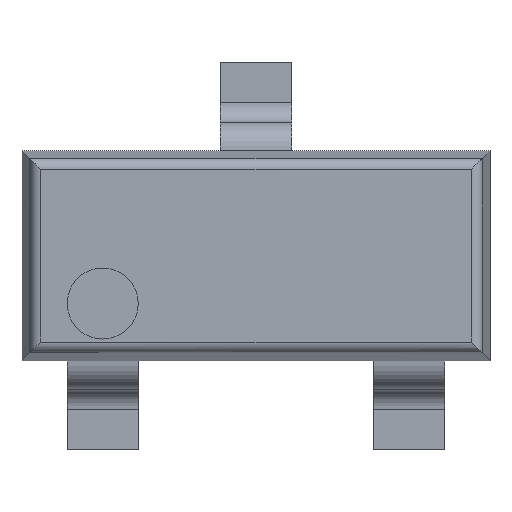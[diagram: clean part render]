
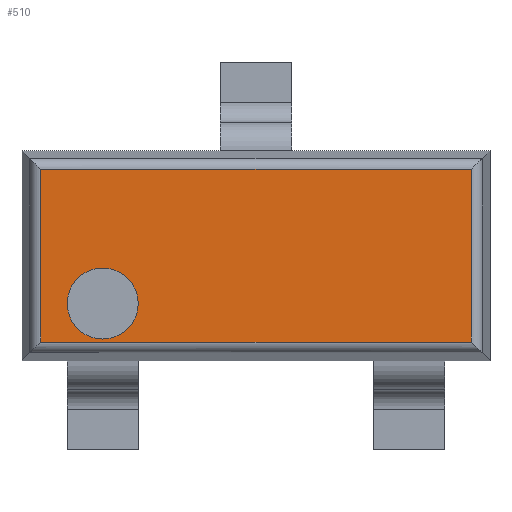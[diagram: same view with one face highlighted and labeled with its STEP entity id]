
A CAD part, top view. The second image highlights one B-rep face of the part: STEP entity #510.
In plain terms, the highlighted planar face has unit normal (0, 0, 1).
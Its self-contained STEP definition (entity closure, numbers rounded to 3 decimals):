
#100 = FACE_BOUND ( 'NONE', #535, .T. ) ;
#116 = DIRECTION ( 'NONE',  ( 0., -1., 0. ) ) ;
#239 = CARTESIAN_POINT ( 'NONE',  ( 1.391, -0.535, 1.1 ) ) ;
#267 = DIRECTION ( 'NONE',  ( 0., -1., 0. ) ) ;
#306 = ORIENTED_EDGE ( 'NONE', *, *, #1345, .F. ) ;
#343 = FACE_OUTER_BOUND ( 'NONE', #2429, .T. ) ;
#505 = EDGE_CURVE ( 'NONE', #854, #1947, #2400, .T. ) ;
#510 = ADVANCED_FACE ( 'NONE', ( #100, #343 ), #2415, .F. ) ;
#517 = AXIS2_PLACEMENT_3D ( 'NONE', #2016, #1768, #1081 ) ;
#535 = EDGE_LOOP ( 'NONE', ( #2571, #306 ) ) ;
#544 = CARTESIAN_POINT ( 'NONE',  ( -1.335, 0.535, 1.1 ) ) ;
#549 = EDGE_CURVE ( 'NONE', #1947, #1020, #2708, .T. ) ;
#555 = DIRECTION ( 'NONE',  ( 0., 0., -1. ) ) ;
#577 = AXIS2_PLACEMENT_3D ( 'NONE', #1169, #3047, #701 ) ;
#662 = CARTESIAN_POINT ( 'NONE',  ( -0.95, -0.076, 1.1 ) ) ;
#701 = DIRECTION ( 'NONE',  ( 0., -1., 0. ) ) ;
#734 = EDGE_CURVE ( 'NONE', #2624, #2541, #742, .T. ) ;
#742 = CIRCLE ( 'NONE', #577, 0.22 ) ;
#794 = DIRECTION ( 'NONE',  ( 0., 1., 0. ) ) ;
#854 = VERTEX_POINT ( 'NONE', #2764 ) ;
#932 = ORIENTED_EDGE ( 'NONE', *, *, #549, .T. ) ;
#946 = LINE ( 'NONE', #1882, #2983 ) ;
#1020 = VERTEX_POINT ( 'NONE', #544 ) ;
#1024 = CARTESIAN_POINT ( 'NONE',  ( -1.335, -0.535, 1.1 ) ) ;
#1081 = DIRECTION ( 'NONE',  ( 0., -1., 0. ) ) ;
#1115 = ORIENTED_EDGE ( 'NONE', *, *, #505, .T. ) ;
#1135 = EDGE_CURVE ( 'NONE', #1020, #2860, #946, .T. ) ;
#1144 = CARTESIAN_POINT ( 'NONE',  ( 1.335, 0.535, 1.1 ) ) ;
#1169 = CARTESIAN_POINT ( 'NONE',  ( -0.95, -0.296, 1.1 ) ) ;
#1209 = DIRECTION ( 'NONE',  ( -1., 0., 0. ) ) ;
#1223 = CARTESIAN_POINT ( 'NONE',  ( -1.391, 0.535, 1.1 ) ) ;
#1345 = EDGE_CURVE ( 'NONE', #2541, #2624, #1573, .T. ) ;
#1539 = VECTOR ( 'NONE', #1209, 1000. ) ;
#1568 = VECTOR ( 'NONE', #794, 1000. ) ;
#1573 = CIRCLE ( 'NONE', #517, 0.22 ) ;
#1692 = CARTESIAN_POINT ( 'NONE',  ( 1.335, 0.591, 1.1 ) ) ;
#1768 = DIRECTION ( 'NONE',  ( 0., 0., 1. ) ) ;
#1882 = CARTESIAN_POINT ( 'NONE',  ( -1.335, -0.591, 1.1 ) ) ;
#1947 = VERTEX_POINT ( 'NONE', #1144 ) ;
#1984 = AXIS2_PLACEMENT_3D ( 'NONE', #2182, #555, #116 ) ;
#2016 = CARTESIAN_POINT ( 'NONE',  ( -0.95, -0.296, 1.1 ) ) ;
#2150 = VECTOR ( 'NONE', #2802, 1000. ) ;
#2182 = CARTESIAN_POINT ( 'NONE',  ( 0.48, -0.115, 1.1 ) ) ;
#2188 = ORIENTED_EDGE ( 'NONE', *, *, #1135, .T. ) ;
#2190 = EDGE_CURVE ( 'NONE', #2860, #854, #2309, .T. ) ;
#2309 = LINE ( 'NONE', #239, #2150 ) ;
#2400 = LINE ( 'NONE', #1692, #1568 ) ;
#2415 = PLANE ( 'NONE',  #1984 ) ;
#2429 = EDGE_LOOP ( 'NONE', ( #1115, #932, #2188, #2660 ) ) ;
#2541 = VERTEX_POINT ( 'NONE', #662 ) ;
#2571 = ORIENTED_EDGE ( 'NONE', *, *, #734, .F. ) ;
#2624 = VERTEX_POINT ( 'NONE', #2882 ) ;
#2660 = ORIENTED_EDGE ( 'NONE', *, *, #2190, .T. ) ;
#2708 = LINE ( 'NONE', #1223, #1539 ) ;
#2764 = CARTESIAN_POINT ( 'NONE',  ( 1.335, -0.535, 1.1 ) ) ;
#2802 = DIRECTION ( 'NONE',  ( 1., 0., 0. ) ) ;
#2860 = VERTEX_POINT ( 'NONE', #1024 ) ;
#2882 = CARTESIAN_POINT ( 'NONE',  ( -0.95, -0.516, 1.1 ) ) ;
#2983 = VECTOR ( 'NONE', #267, 1000. ) ;
#3047 = DIRECTION ( 'NONE',  ( 0., 0., 1. ) ) ;
